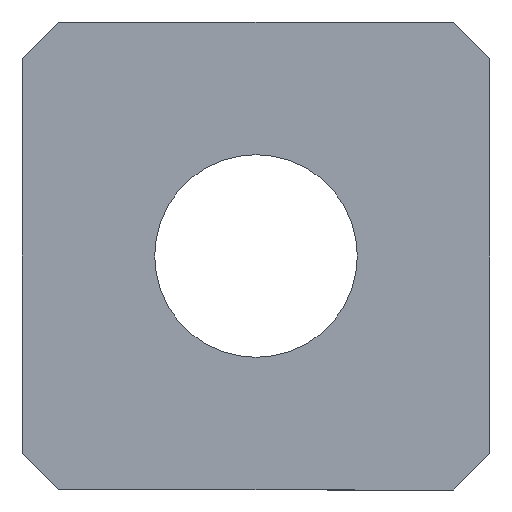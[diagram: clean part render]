
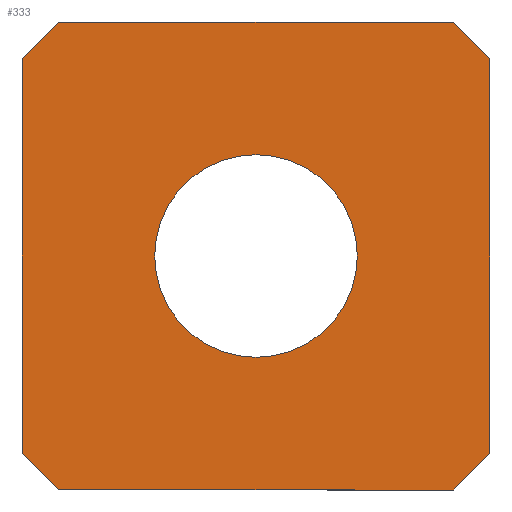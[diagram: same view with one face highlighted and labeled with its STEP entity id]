
A CAD part, front view. The second image highlights one B-rep face of the part: STEP entity #333.
In plain terms, the highlighted planar face has unit normal (0, -1, 0).
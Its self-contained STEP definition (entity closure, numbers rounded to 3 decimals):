
#43 = LINE ( 'NONE', #1552, #2281 ) ;
#52 = DIRECTION ( 'NONE',  ( 0., 1., 0. ) ) ;
#55 = VERTEX_POINT ( 'NONE', #864 ) ;
#104 = ORIENTED_EDGE ( 'NONE', *, *, #1594, .T. ) ;
#215 = DIRECTION ( 'NONE',  ( 0., 0., -1. ) ) ;
#275 = VECTOR ( 'NONE', #1836, 1000. ) ;
#277 = VERTEX_POINT ( 'NONE', #539 ) ;
#319 = EDGE_CURVE ( 'NONE', #635, #981, #992, .T. ) ;
#333 = ADVANCED_FACE ( 'NONE', ( #2140, #409 ), #621, .F. ) ;
#347 = DIRECTION ( 'NONE',  ( 0.707, 0., -0.707 ) ) ;
#358 = VECTOR ( 'NONE', #347, 1000. ) ;
#375 = CARTESIAN_POINT ( 'NONE',  ( 0., 0., -1. ) ) ;
#401 = DIRECTION ( 'NONE',  ( -1., 0., 0. ) ) ;
#408 = DIRECTION ( 'NONE',  ( 0., 0., -1. ) ) ;
#409 = FACE_OUTER_BOUND ( 'NONE', #634, .T. ) ;
#444 = CARTESIAN_POINT ( 'NONE',  ( 0., 0., 0. ) ) ;
#462 = CARTESIAN_POINT ( 'NONE',  ( -11.7, 0., 0. ) ) ;
#475 = EDGE_CURVE ( 'NONE', #1217, #981, #873, .T. ) ;
#479 = EDGE_CURVE ( 'NONE', #1488, #1072, #2246, .T. ) ;
#525 = LINE ( 'NONE', #1459, #275 ) ;
#539 = CARTESIAN_POINT ( 'NONE',  ( -12.7, 0., -11.7 ) ) ;
#557 = CARTESIAN_POINT ( 'NONE',  ( -1., 0., 0. ) ) ;
#621 = PLANE ( 'NONE',  #1697 ) ;
#634 = EDGE_LOOP ( 'NONE', ( #2444, #1947, #1090, #693, #1276, #1209, #675, #104 ) ) ;
#635 = VERTEX_POINT ( 'NONE', #375 ) ;
#675 = ORIENTED_EDGE ( 'NONE', *, *, #475, .F. ) ;
#693 = ORIENTED_EDGE ( 'NONE', *, *, #880, .T. ) ;
#701 = LINE ( 'NONE', #1471, #2123 ) ;
#757 = EDGE_CURVE ( 'NONE', #1072, #1488, #1655, .T. ) ;
#833 = DIRECTION ( 'NONE',  ( 0., -1., 0. ) ) ;
#844 = DIRECTION ( 'NONE',  ( 1., 0., 0. ) ) ;
#864 = CARTESIAN_POINT ( 'NONE',  ( -12.7, 0., -1. ) ) ;
#873 = LINE ( 'NONE', #2383, #1975 ) ;
#880 = EDGE_CURVE ( 'NONE', #2036, #2110, #525, .T. ) ;
#966 = DIRECTION ( 'NONE',  ( 0., -1., 0. ) ) ;
#980 = CARTESIAN_POINT ( 'NONE',  ( -6.35, 0., -6.35 ) ) ;
#981 = VERTEX_POINT ( 'NONE', #557 ) ;
#992 = LINE ( 'NONE', #1758, #2203 ) ;
#1072 = VERTEX_POINT ( 'NONE', #1908 ) ;
#1088 = CARTESIAN_POINT ( 'NONE',  ( -12.7, 0., -11.7 ) ) ;
#1090 = ORIENTED_EDGE ( 'NONE', *, *, #1486, .F. ) ;
#1153 = LINE ( 'NONE', #2304, #1974 ) ;
#1189 = DIRECTION ( 'NONE',  ( -0.707, 0., -0.707 ) ) ;
#1197 = DIRECTION ( 'NONE',  ( 0., 0., 1. ) ) ;
#1209 = ORIENTED_EDGE ( 'NONE', *, *, #319, .T. ) ;
#1217 = VERTEX_POINT ( 'NONE', #462 ) ;
#1226 = DIRECTION ( 'NONE',  ( 0., 0., -1. ) ) ;
#1253 = CARTESIAN_POINT ( 'NONE',  ( -6.35, 0., -6.35 ) ) ;
#1276 = ORIENTED_EDGE ( 'NONE', *, *, #2200, .F. ) ;
#1335 = CARTESIAN_POINT ( 'NONE',  ( 0., 0., -11.7 ) ) ;
#1373 = EDGE_CURVE ( 'NONE', #277, #55, #701, .T. ) ;
#1411 = CARTESIAN_POINT ( 'NONE',  ( -11.7, 0., -12.7 ) ) ;
#1459 = CARTESIAN_POINT ( 'NONE',  ( -1., 0., -12.7 ) ) ;
#1471 = CARTESIAN_POINT ( 'NONE',  ( -12.7, 0., 0. ) ) ;
#1486 = EDGE_CURVE ( 'NONE', #2036, #1979, #1685, .T. ) ;
#1488 = VERTEX_POINT ( 'NONE', #1711 ) ;
#1552 = CARTESIAN_POINT ( 'NONE',  ( -11.7, 0., 0. ) ) ;
#1580 = AXIS2_PLACEMENT_3D ( 'NONE', #1253, #833, #1226 ) ;
#1594 = EDGE_CURVE ( 'NONE', #1217, #55, #43, .T. ) ;
#1641 = CARTESIAN_POINT ( 'NONE',  ( -1., 0., -12.7 ) ) ;
#1655 = CIRCLE ( 'NONE', #1691, 2.75 ) ;
#1685 = LINE ( 'NONE', #2092, #1971 ) ;
#1691 = AXIS2_PLACEMENT_3D ( 'NONE', #980, #966, #408 ) ;
#1697 = AXIS2_PLACEMENT_3D ( 'NONE', #444, #52, #1197 ) ;
#1707 = EDGE_LOOP ( 'NONE', ( #2102, #2159 ) ) ;
#1711 = CARTESIAN_POINT ( 'NONE',  ( -6.35, 0., -3.6 ) ) ;
#1758 = CARTESIAN_POINT ( 'NONE',  ( 0., 0., -1. ) ) ;
#1836 = DIRECTION ( 'NONE',  ( 0.707, 0., 0.707 ) ) ;
#1871 = LINE ( 'NONE', #1088, #358 ) ;
#1908 = CARTESIAN_POINT ( 'NONE',  ( -6.35, 0., -9.1 ) ) ;
#1947 = ORIENTED_EDGE ( 'NONE', *, *, #2000, .T. ) ;
#1971 = VECTOR ( 'NONE', #401, 1000. ) ;
#1974 = VECTOR ( 'NONE', #215, 1000. ) ;
#1975 = VECTOR ( 'NONE', #844, 1000. ) ;
#1979 = VERTEX_POINT ( 'NONE', #1411 ) ;
#2000 = EDGE_CURVE ( 'NONE', #277, #1979, #1871, .T. ) ;
#2036 = VERTEX_POINT ( 'NONE', #1641 ) ;
#2092 = CARTESIAN_POINT ( 'NONE',  ( 0., 0., -12.7 ) ) ;
#2102 = ORIENTED_EDGE ( 'NONE', *, *, #757, .F. ) ;
#2110 = VERTEX_POINT ( 'NONE', #1335 ) ;
#2123 = VECTOR ( 'NONE', #2220, 1000. ) ;
#2140 = FACE_BOUND ( 'NONE', #1707, .T. ) ;
#2150 = DIRECTION ( 'NONE',  ( -0.707, 0., 0.707 ) ) ;
#2159 = ORIENTED_EDGE ( 'NONE', *, *, #479, .F. ) ;
#2200 = EDGE_CURVE ( 'NONE', #635, #2110, #1153, .T. ) ;
#2203 = VECTOR ( 'NONE', #2150, 1000. ) ;
#2220 = DIRECTION ( 'NONE',  ( 0., 0., 1. ) ) ;
#2246 = CIRCLE ( 'NONE', #1580, 2.75 ) ;
#2281 = VECTOR ( 'NONE', #1189, 1000. ) ;
#2304 = CARTESIAN_POINT ( 'NONE',  ( 0., 0., 0. ) ) ;
#2383 = CARTESIAN_POINT ( 'NONE',  ( 0., 0., 0. ) ) ;
#2444 = ORIENTED_EDGE ( 'NONE', *, *, #1373, .F. ) ;
